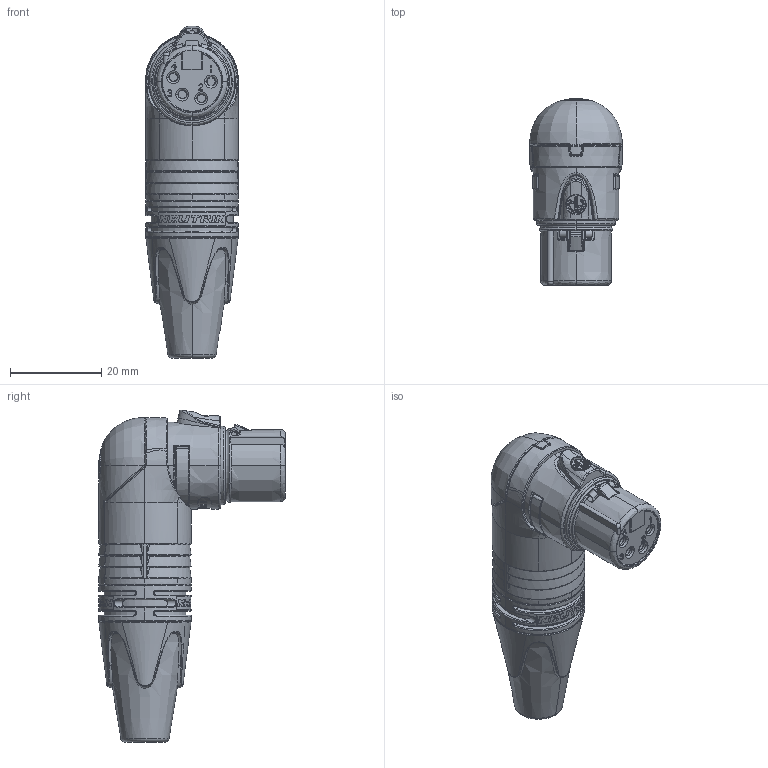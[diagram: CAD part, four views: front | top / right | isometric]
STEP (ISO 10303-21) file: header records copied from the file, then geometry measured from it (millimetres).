
FILE_DESCRIPTION((''),'2;1');
FILE_NAME('30010496','2023-04-21T08:18:23',('SYSTEM'),(''),'CREO PARAMETRIC BY PTC INC, 2021184','CREO PARAMETRIC BY PTC INC, 2021184','');
FILE_SCHEMA(('CONFIG_CONTROL_DESIGN'));
Products named in the file (1): 30010496
Bounding box: 20.3 x 40.95 x 72.83 mm (x, y, z)
Volume: 23245.2 mm3; surface area: 6578.4 mm2
Topology: 1 solids, 1 shells, 1236 faces, 3223 edges, 2034 vertices
Faces by surface type: plane 422, bspline 363, cylinder 192, extrusion 143, torus 69, cone 34, sphere 11, revolution 2
Entity records: 62659 total; most frequent: CARTESIAN_POINT 35818, ORIENTED_EDGE 6436, DIRECTION 4209, EDGE_CURVE 3218, VERTEX_POINT 2034, B_SPLINE_CURVE_WITH_KNOTS 1490, AXIS2_PLACEMENT_3D 1463, EDGE_LOOP 1290
